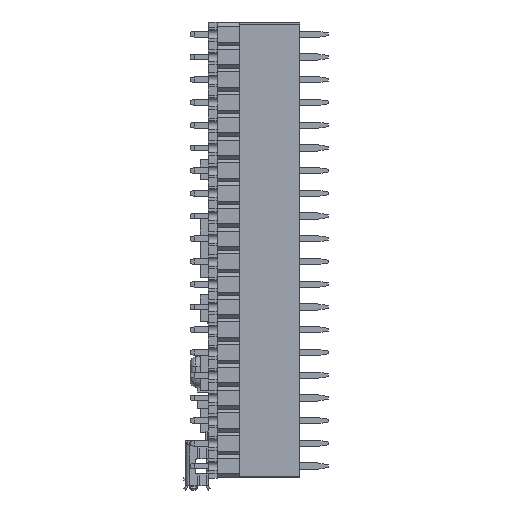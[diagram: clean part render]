
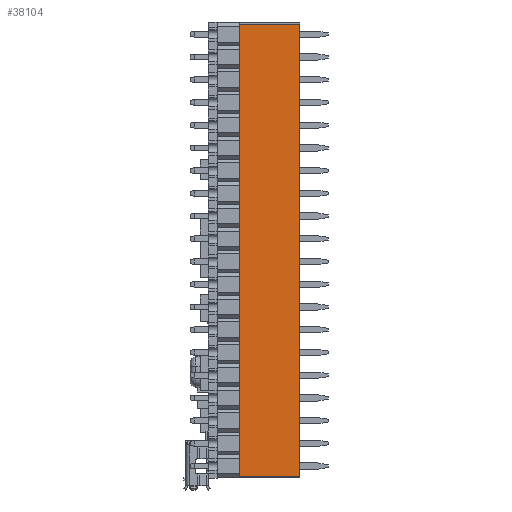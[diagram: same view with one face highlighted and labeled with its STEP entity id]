
A CAD part, left-side view. The second image highlights one B-rep face of the part: STEP entity #38104.
In plain terms, the highlighted face is planar.
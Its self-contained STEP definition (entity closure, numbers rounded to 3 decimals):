
#1945=FACE_OUTER_BOUND('',#4192,.T.);
#4192=EDGE_LOOP('',(#25432,#25433,#25434,#25435));
#6728=LINE('',#54894,#11376);
#6819=LINE('',#55076,#11467);
#6823=LINE('',#55084,#11471);
#6824=LINE('',#55085,#11472);
#11376=VECTOR('',#43918,6.731);
#11467=VECTOR('',#44033,25.146);
#11471=VECTOR('',#44039,25.146);
#11472=VECTOR('',#44040,6.731);
#15944=VERTEX_POINT('',#54890);
#15946=VERTEX_POINT('',#54893);
#16025=VERTEX_POINT('',#55075);
#16028=VERTEX_POINT('',#55083);
#19586=EDGE_CURVE('',#15944,#15946,#6728,.T.);
#19677=EDGE_CURVE('',#16025,#15946,#6819,.T.);
#19681=EDGE_CURVE('',#16028,#15944,#6823,.T.);
#19682=EDGE_CURVE('',#16028,#16025,#6824,.T.);
#25432=ORIENTED_EDGE('',*,*,#19681,.F.);
#25433=ORIENTED_EDGE('',*,*,#19682,.T.);
#25434=ORIENTED_EDGE('',*,*,#19677,.T.);
#25435=ORIENTED_EDGE('',*,*,#19586,.F.);
#36080=PLANE('',#40476);
#38104=ADVANCED_FACE('',(#1945),#36080,.T.);
#40476=AXIS2_PLACEMENT_3D('',#55082,#44037,#44038);
#43918=DIRECTION('',(0.,0.,-1.));
#44033=DIRECTION('',(1.,0.,0.));
#44037=DIRECTION('center_axis',(0.,-1.,0.));
#44038=DIRECTION('ref_axis',(1.,0.,0.));
#44039=DIRECTION('',(1.,0.,0.));
#44040=DIRECTION('',(0.,0.,-1.));
#54890=CARTESIAN_POINT('',(43.053,-27.778,-2.5));
#54893=CARTESIAN_POINT('',(43.053,-27.778,-9.231));
#54894=CARTESIAN_POINT('',(43.053,-27.778,-2.5));
#55075=CARTESIAN_POINT('',(-7.493,-27.778,-9.231));
#55076=CARTESIAN_POINT('',(-7.493,-27.778,-9.231));
#55082=CARTESIAN_POINT('Origin',(15.367,-27.778,-2.5));
#55083=CARTESIAN_POINT('',(-7.493,-27.778,-2.5));
#55084=CARTESIAN_POINT('',(-7.493,-27.778,-2.5));
#55085=CARTESIAN_POINT('',(-7.493,-27.778,-2.5));
